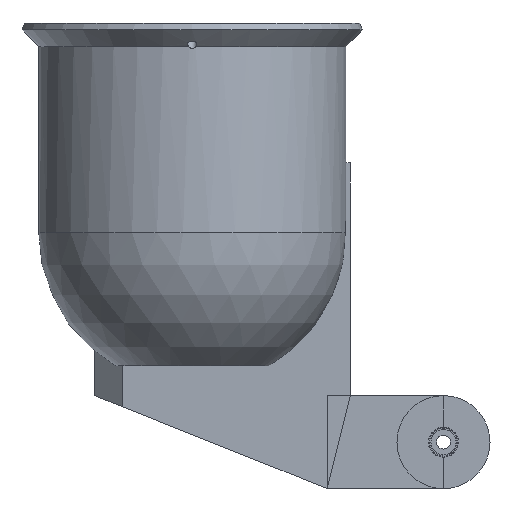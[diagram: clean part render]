
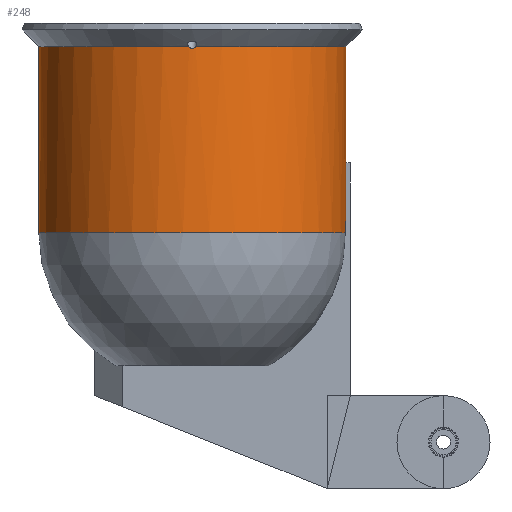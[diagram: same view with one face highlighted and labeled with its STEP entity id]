
A CAD part, left-side view. The second image highlights one B-rep face of the part: STEP entity #248.
In plain terms, the highlighted cylindrical face has radius 33 mm (diameter 66 mm), a partial arc.
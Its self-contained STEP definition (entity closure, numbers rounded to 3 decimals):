
#104 = VERTEX_POINT('',#105);
#105 = CARTESIAN_POINT('',(-31.3,-69.889,118.));
#111 = EDGE_CURVE('',#112,#104,#114,.T.);
#112 = VERTEX_POINT('',#113);
#113 = CARTESIAN_POINT('',(-31.3,-69.889,113.));
#114 = LINE('',#115,#116);
#115 = CARTESIAN_POINT('',(-31.3,-69.889,163.));
#116 = VECTOR('',#117,1.);
#117 = DIRECTION('',(-0.,0.,1.));
#192 = EDGE_CURVE('',#112,#193,#195,.T.);
#193 = VERTEX_POINT('',#194);
#194 = CARTESIAN_POINT('',(-1.,-37.,113.));
#195 = CIRCLE('',#196,33.);
#196 = AXIS2_PLACEMENT_3D('',#197,#198,#199);
#197 = CARTESIAN_POINT('',(-34.,-37.,113.));
#198 = DIRECTION('',(0.,0.,-1.));
#199 = DIRECTION('',(1.,0.,0.));
#248 = ADVANCED_FACE('',(#249),#345,.T.);
#249 = FACE_BOUND('',#250,.T.);
#250 = EDGE_LOOP('',(#251,#270,#276,#277,#278,#287,#295,#304,#321,#338)
  );
#251 = ORIENTED_EDGE('',*,*,#252,.F.);
#252 = EDGE_CURVE('',#253,#255,#257,.T.);
#253 = VERTEX_POINT('',#254);
#254 = CARTESIAN_POINT('',(-1.,-37.,152.586));
#255 = VERTEX_POINT('',#256);
#256 = CARTESIAN_POINT('',(-1.007,-36.298,153.));
#257 = B_SPLINE_CURVE_WITH_KNOTS('',6,(#258,#259,#260,#261,#262,#263,
    #264,#265,#266,#267,#268,#269),.UNSPECIFIED.,.F.,.F.,(7,5,7),(0.,
    0.446,1.),.UNSPECIFIED.);
#258 = CARTESIAN_POINT('',(-1.,-37.,152.586));
#259 = CARTESIAN_POINT('',(-1.,-36.932,152.586));
#260 = CARTESIAN_POINT('',(-1.,-36.865,
    152.594));
#261 = CARTESIAN_POINT('',(-1.,-36.799,
    152.609));
#262 = CARTESIAN_POINT('',(-1.001,-36.737,
    152.632));
#263 = CARTESIAN_POINT('',(-1.002,-36.678,
    152.66));
#264 = CARTESIAN_POINT('',(-1.003,-36.555,
    152.732));
#265 = CARTESIAN_POINT('',(-1.004,-36.493,
    152.778));
#266 = CARTESIAN_POINT('',(-1.005,-36.437,
    152.83));
#267 = CARTESIAN_POINT('',(-1.006,-36.386,
    152.884));
#268 = CARTESIAN_POINT('',(-1.007,-36.34,
    152.941));
#269 = CARTESIAN_POINT('',(-1.007,-36.298,
    153.));
#270 = ORIENTED_EDGE('',*,*,#271,.T.);
#271 = EDGE_CURVE('',#253,#193,#272,.T.);
#272 = LINE('',#273,#274);
#273 = CARTESIAN_POINT('',(-1.,-37.,153.));
#274 = VECTOR('',#275,1.);
#275 = DIRECTION('',(0.,0.,-1.));
#276 = ORIENTED_EDGE('',*,*,#192,.F.);
#277 = ORIENTED_EDGE('',*,*,#111,.T.);
#278 = ORIENTED_EDGE('',*,*,#279,.F.);
#279 = EDGE_CURVE('',#280,#104,#282,.T.);
#280 = VERTEX_POINT('',#281);
#281 = CARTESIAN_POINT('',(-34.,-70.,118.));
#282 = CIRCLE('',#283,33.);
#283 = AXIS2_PLACEMENT_3D('',#284,#285,#286);
#284 = CARTESIAN_POINT('',(-34.,-37.,118.));
#285 = DIRECTION('',(0.,0.,1.));
#286 = DIRECTION('',(1.,0.,0.));
#287 = ORIENTED_EDGE('',*,*,#288,.F.);
#288 = EDGE_CURVE('',#289,#280,#291,.T.);
#289 = VERTEX_POINT('',#290);
#290 = CARTESIAN_POINT('',(-34.,-70.,153.));
#291 = LINE('',#292,#293);
#292 = CARTESIAN_POINT('',(-34.,-70.,153.));
#293 = VECTOR('',#294,1.);
#294 = DIRECTION('',(0.,0.,-1.));
#295 = ORIENTED_EDGE('',*,*,#296,.T.);
#296 = EDGE_CURVE('',#289,#297,#299,.T.);
#297 = VERTEX_POINT('',#298);
#298 = CARTESIAN_POINT('',(-66.993,-37.702,153.));
#299 = CIRCLE('',#300,33.);
#300 = AXIS2_PLACEMENT_3D('',#301,#302,#303);
#301 = CARTESIAN_POINT('',(-34.,-37.,153.));
#302 = DIRECTION('',(0.,0.,-1.));
#303 = DIRECTION('',(1.,0.,0.));
#304 = ORIENTED_EDGE('',*,*,#305,.F.);
#305 = EDGE_CURVE('',#306,#297,#308,.T.);
#306 = VERTEX_POINT('',#307);
#307 = CARTESIAN_POINT('',(-67.,-37.,152.586));
#308 = B_SPLINE_CURVE_WITH_KNOTS('',6,(#309,#310,#311,#312,#313,#314,
    #315,#316,#317,#318,#319,#320),.UNSPECIFIED.,.F.,.F.,(7,5,7),(0.,
    0.446,1.),.UNSPECIFIED.);
#309 = CARTESIAN_POINT('',(-67.,-37.,152.586));
#310 = CARTESIAN_POINT('',(-67.,-37.068,152.586));
#311 = CARTESIAN_POINT('',(-67.,-37.135,
    152.594));
#312 = CARTESIAN_POINT('',(-67.,-37.201,
    152.609));
#313 = CARTESIAN_POINT('',(-66.999,-37.263,
    152.632));
#314 = CARTESIAN_POINT('',(-66.998,-37.322,
    152.66));
#315 = CARTESIAN_POINT('',(-66.997,-37.445,
    152.732));
#316 = CARTESIAN_POINT('',(-66.996,-37.507,
    152.778));
#317 = CARTESIAN_POINT('',(-66.995,-37.563,
    152.83));
#318 = CARTESIAN_POINT('',(-66.994,-37.614,
    152.884));
#319 = CARTESIAN_POINT('',(-66.993,-37.66,
    152.941));
#320 = CARTESIAN_POINT('',(-66.993,-37.702,
    153.));
#321 = ORIENTED_EDGE('',*,*,#322,.F.);
#322 = EDGE_CURVE('',#323,#306,#325,.T.);
#323 = VERTEX_POINT('',#324);
#324 = CARTESIAN_POINT('',(-66.993,-36.298,153.));
#325 = B_SPLINE_CURVE_WITH_KNOTS('',6,(#326,#327,#328,#329,#330,#331,
    #332,#333,#334,#335,#336,#337),.UNSPECIFIED.,.F.,.F.,(7,5,7),(0.,
    0.553,1.),.UNSPECIFIED.);
#326 = CARTESIAN_POINT('',(-66.993,-36.298,
    153.));
#327 = CARTESIAN_POINT('',(-66.993,-36.34,
    152.941));
#328 = CARTESIAN_POINT('',(-66.994,-36.386,
    152.884));
#329 = CARTESIAN_POINT('',(-66.995,-36.437,
    152.83));
#330 = CARTESIAN_POINT('',(-66.996,-36.493,
    152.779));
#331 = CARTESIAN_POINT('',(-66.997,-36.554,
    152.733));
#332 = CARTESIAN_POINT('',(-66.998,-36.677,
    152.661));
#333 = CARTESIAN_POINT('',(-66.999,-36.736,
    152.632));
#334 = CARTESIAN_POINT('',(-66.999,-36.799,
    152.61));
#335 = CARTESIAN_POINT('',(-67.,-36.864,
    152.594));
#336 = CARTESIAN_POINT('',(-67.,-36.932,152.586));
#337 = CARTESIAN_POINT('',(-67.,-37.,152.586));
#338 = ORIENTED_EDGE('',*,*,#339,.T.);
#339 = EDGE_CURVE('',#323,#255,#340,.T.);
#340 = CIRCLE('',#341,33.);
#341 = AXIS2_PLACEMENT_3D('',#342,#343,#344);
#342 = CARTESIAN_POINT('',(-34.,-37.,153.));
#343 = DIRECTION('',(0.,0.,-1.));
#344 = DIRECTION('',(1.,0.,0.));
#345 = CYLINDRICAL_SURFACE('',#346,33.);
#346 = AXIS2_PLACEMENT_3D('',#347,#348,#349);
#347 = CARTESIAN_POINT('',(-34.,-37.,153.));
#348 = DIRECTION('',(0.,0.,-1.));
#349 = DIRECTION('',(1.,0.,0.));
